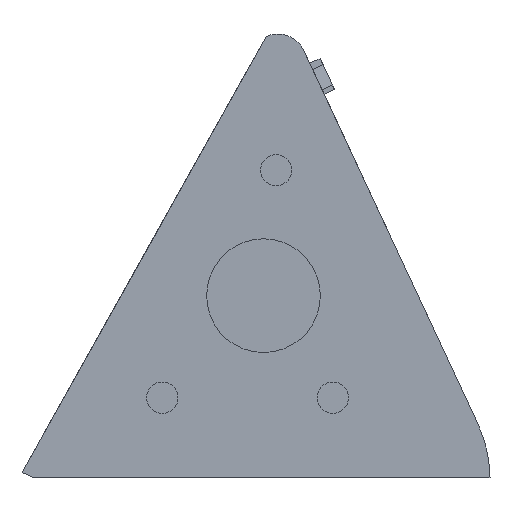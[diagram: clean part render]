
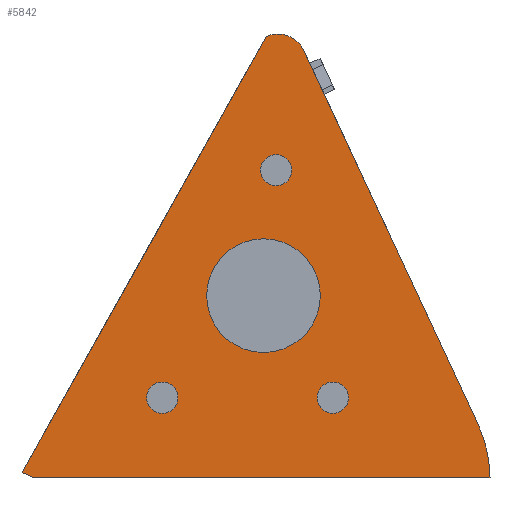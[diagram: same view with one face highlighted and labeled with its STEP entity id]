
A CAD part, left-side view. The second image highlights one B-rep face of the part: STEP entity #5842.
In plain terms, the highlighted planar face has unit normal (-1, 0, 0).
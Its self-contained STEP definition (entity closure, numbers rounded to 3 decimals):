
#50=FACE_BOUND('',#988,.T.);
#51=FACE_BOUND('',#989,.T.);
#52=FACE_BOUND('',#990,.T.);
#53=FACE_BOUND('',#991,.T.);
#299=CIRCLE('',#5894,10.);
#317=CIRCLE('',#5991,2.75);
#319=CIRCLE('',#5994,2.75);
#321=CIRCLE('',#5997,2.75);
#323=CIRCLE('',#6120,1.);
#325=CIRCLE('',#6123,22.);
#326=CIRCLE('',#6124,5.);
#643=FACE_OUTER_BOUND('',#987,.T.);
#987=EDGE_LOOP('',(#5230,#5231,#5232,#5233,#5234,#5235,#5236,#5237));
#988=EDGE_LOOP('',(#5238));
#989=EDGE_LOOP('',(#5239));
#990=EDGE_LOOP('',(#5240));
#991=EDGE_LOOP('',(#5241));
#1203=LINE('',#8005,#1847);
#1647=LINE('',#10173,#2291);
#1649=LINE('',#10188,#2293);
#1650=LINE('',#10193,#2294);
#1651=LINE('',#10194,#2295);
#1847=VECTOR('',#6458,10.);
#2291=VECTOR('',#7252,10.);
#2293=VECTOR('',#7274,10.);
#2294=VECTOR('',#7279,10.);
#2295=VECTOR('',#7280,10.);
#2348=VERTEX_POINT('',#7443);
#2455=VERTEX_POINT('',#8002);
#2456=VERTEX_POINT('',#8004);
#2520=VERTEX_POINT('',#8237);
#2522=VERTEX_POINT('',#8243);
#2524=VERTEX_POINT('',#8249);
#2843=VERTEX_POINT('',#10167);
#2845=VERTEX_POINT('',#10171);
#2846=VERTEX_POINT('',#10181);
#2848=VERTEX_POINT('',#10187);
#2849=VERTEX_POINT('',#10190);
#2850=VERTEX_POINT('',#10192);
#2914=EDGE_CURVE('',#2348,#2348,#299,.T.);
#3073=EDGE_CURVE('',#2456,#2455,#1203,.T.);
#3169=EDGE_CURVE('',#2520,#2520,#317,.T.);
#3172=EDGE_CURVE('',#2522,#2522,#319,.T.);
#3175=EDGE_CURVE('',#2524,#2524,#321,.T.);
#3655=EDGE_CURVE('',#2843,#2845,#1647,.T.);
#3656=EDGE_CURVE('',#2843,#2846,#323,.T.);
#3659=EDGE_CURVE('',#2845,#2848,#1649,.T.);
#3660=EDGE_CURVE('',#2456,#2848,#325,.T.);
#3661=EDGE_CURVE('',#2849,#2455,#326,.T.);
#3662=EDGE_CURVE('',#2849,#2850,#1650,.T.);
#3663=EDGE_CURVE('',#2850,#2846,#1651,.T.);
#5230=ORIENTED_EDGE('',*,*,#3656,.F.);
#5231=ORIENTED_EDGE('',*,*,#3655,.T.);
#5232=ORIENTED_EDGE('',*,*,#3659,.T.);
#5233=ORIENTED_EDGE('',*,*,#3660,.F.);
#5234=ORIENTED_EDGE('',*,*,#3073,.T.);
#5235=ORIENTED_EDGE('',*,*,#3661,.F.);
#5236=ORIENTED_EDGE('',*,*,#3662,.T.);
#5237=ORIENTED_EDGE('',*,*,#3663,.T.);
#5238=ORIENTED_EDGE('',*,*,#2914,.T.);
#5239=ORIENTED_EDGE('',*,*,#3169,.T.);
#5240=ORIENTED_EDGE('',*,*,#3172,.T.);
#5241=ORIENTED_EDGE('',*,*,#3175,.T.);
#5538=PLANE('',#6122);
#5842=ADVANCED_FACE('',(#643,#50,#51,#52,#53),#5538,.T.);
#5894=AXIS2_PLACEMENT_3D('',#7444,#6241,#6242);
#5991=AXIS2_PLACEMENT_3D('',#8238,#6640,#6641);
#5994=AXIS2_PLACEMENT_3D('',#8244,#6647,#6648);
#5997=AXIS2_PLACEMENT_3D('',#8250,#6654,#6655);
#6120=AXIS2_PLACEMENT_3D('',#10182,#7267,#7268);
#6122=AXIS2_PLACEMENT_3D('',#10186,#7272,#7273);
#6123=AXIS2_PLACEMENT_3D('',#10189,#7275,#7276);
#6124=AXIS2_PLACEMENT_3D('',#10191,#7277,#7278);
#6241=DIRECTION('center_axis',(1.,0.,0.));
#6242=DIRECTION('ref_axis',(0.,-1.,0.));
#6458=DIRECTION('',(0.,0.423,0.906));
#6640=DIRECTION('center_axis',(1.,0.,0.));
#6641=DIRECTION('ref_axis',(0.,-1.,0.));
#6647=DIRECTION('center_axis',(1.,0.,0.));
#6648=DIRECTION('ref_axis',(0.,-1.,0.));
#6654=DIRECTION('center_axis',(1.,0.,0.));
#6655=DIRECTION('ref_axis',(0.,-1.,0.));
#7252=DIRECTION('',(0.,-1.,0.));
#7267=DIRECTION('center_axis',(1.,0.,0.));
#7268=DIRECTION('ref_axis',(0.,0.19,-0.982));
#7272=DIRECTION('center_axis',(-1.,0.,0.));
#7273=DIRECTION('ref_axis',(0.,-0.423,-0.906));
#7274=DIRECTION('',(0.,0.,1.));
#7275=DIRECTION('center_axis',(1.,0.,0.));
#7276=DIRECTION('ref_axis',(0.,-0.976,0.216));
#7277=DIRECTION('center_axis',(1.,0.,0.));
#7278=DIRECTION('ref_axis',(0.,0.408,0.913));
#7279=DIRECTION('',(0.,0.489,-0.872));
#7280=DIRECTION('',(0.,-0.928,-0.372));
#7443=CARTESIAN_POINT('',(107.,412.209,227.941));
#7444=CARTESIAN_POINT('Origin',(107.,402.209,227.941));
#8002=CARTESIAN_POINT('',(107.,395.137,271.053));
#8004=CARTESIAN_POINT('',(107.,364.445,205.234));
#8005=CARTESIAN_POINT('',(107.,379.817,238.199));
#8237=CARTESIAN_POINT('',(107.,402.75,250.));
#8238=CARTESIAN_POINT('Origin',(107.,400.,250.));
#8243=CARTESIAN_POINT('',(107.,392.75,210.));
#8244=CARTESIAN_POINT('Origin',(107.,390.,210.));
#8249=CARTESIAN_POINT('',(107.,422.75,210.));
#8250=CARTESIAN_POINT('Origin',(107.,420.,210.));
#10167=CARTESIAN_POINT('',(107.,442.19,195.893));
#10171=CARTESIAN_POINT('',(107.,362.384,195.893));
#10173=CARTESIAN_POINT('',(107.,442.384,195.893));
#10181=CARTESIAN_POINT('',(107.,442.563,195.965));
#10182=CARTESIAN_POINT('Origin',(107.,442.19,196.893));
#10186=CARTESIAN_POINT('Origin',(107.,401.709,273.505));
#10187=CARTESIAN_POINT('',(107.,362.384,195.937));
#10188=CARTESIAN_POINT('',(107.,362.384,195.893));
#10189=CARTESIAN_POINT('Origin',(107.,384.384,195.937));
#10190=CARTESIAN_POINT('',(107.,401.709,273.505));
#10191=CARTESIAN_POINT('Origin',(107.,399.668,268.94));
#10192=CARTESIAN_POINT('',(107.,444.671,196.81));
#10193=CARTESIAN_POINT('',(107.,442.384,200.893));
#10194=CARTESIAN_POINT('',(107.,444.671,196.81));
